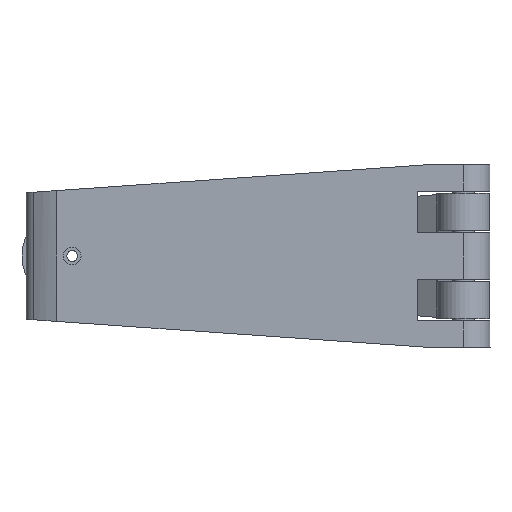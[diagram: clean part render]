
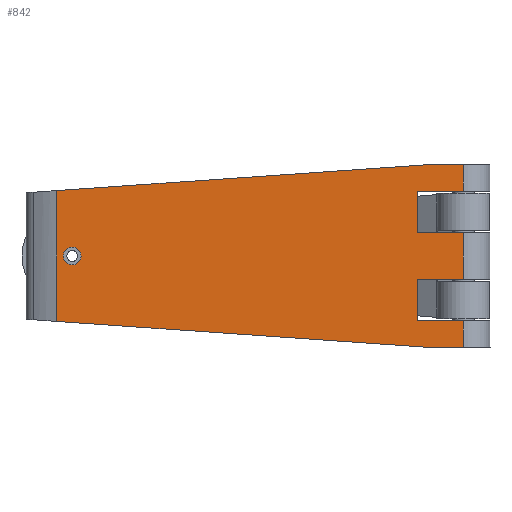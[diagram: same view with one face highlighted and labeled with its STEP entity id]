
A CAD part, front view. The second image highlights one B-rep face of the part: STEP entity #842.
In plain terms, the highlighted planar face has unit normal (0, -1, 0).
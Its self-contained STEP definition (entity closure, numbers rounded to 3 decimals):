
#38 = DIRECTION ( 'NONE',  ( 0., 0., -1. ) ) ;
#76 = DIRECTION ( 'NONE',  ( 0.998, 0., 0.07 ) ) ;
#218 = CARTESIAN_POINT ( 'NONE',  ( 0., -86.55, 29.355 ) ) ;
#270 = VECTOR ( 'NONE', #368, 1000. ) ;
#273 = LINE ( 'NONE', #2493, #4589 ) ;
#314 = CARTESIAN_POINT ( 'NONE',  ( -54., -86.55, 0. ) ) ;
#322 = VERTEX_POINT ( 'NONE', #4192 ) ;
#338 = VERTEX_POINT ( 'NONE', #2128 ) ;
#368 = DIRECTION ( 'NONE',  ( 0., 0., -1. ) ) ;
#404 = ORIENTED_EDGE ( 'NONE', *, *, #5396, .T. ) ;
#465 = CARTESIAN_POINT ( 'NONE',  ( 127., -86.55, 41.275 ) ) ;
#495 = CARTESIAN_POINT ( 'NONE',  ( 0., -86.55, 41.275 ) ) ;
#542 = ORIENTED_EDGE ( 'NONE', *, *, #2489, .F. ) ;
#562 = AXIS2_PLACEMENT_3D ( 'NONE', #4145, #5346, #1210 ) ;
#570 = ORIENTED_EDGE ( 'NONE', *, *, #2308, .F. ) ;
#598 = CARTESIAN_POINT ( 'NONE',  ( -50., -86.55, 0. ) ) ;
#641 = EDGE_CURVE ( 'NONE', #1468, #1102, #3180, .T. ) ;
#677 = VECTOR ( 'NONE', #3438, 1000. ) ;
#692 = ORIENTED_EDGE ( 'NONE', *, *, #1333, .F. ) ;
#795 = ORIENTED_EDGE ( 'NONE', *, *, #3440, .F. ) ;
#842 = ADVANCED_FACE ( 'NONE', ( #4491, #2925 ), #2911, .T. ) ;
#941 = CARTESIAN_POINT ( 'NONE',  ( 127., -86.55, 41.275 ) ) ;
#983 = CARTESIAN_POINT ( 'NONE',  ( -2.333, -86.55, -33.404 ) ) ;
#1038 = EDGE_LOOP ( 'NONE', ( #3671, #3883, #1400, #795, #404, #4914, #5044, #542, #692, #4363, #3967, #3779, #3739, #570 ) ) ;
#1052 = EDGE_CURVE ( 'NONE', #3365, #4111, #4798, .T. ) ;
#1064 = LINE ( 'NONE', #1171, #2302 ) ;
#1083 = DIRECTION ( 'NONE',  ( 0., 0., -1. ) ) ;
#1102 = VERTEX_POINT ( 'NONE', #5326 ) ;
#1118 = CARTESIAN_POINT ( 'NONE',  ( 106.13, -86.55, 10.555 ) ) ;
#1131 = VECTOR ( 'NONE', #2179, 1000. ) ;
#1133 = CARTESIAN_POINT ( 'NONE',  ( 127., -86.55, 41.275 ) ) ;
#1171 = CARTESIAN_POINT ( 'NONE',  ( 106.13, -86.55, 10.555 ) ) ;
#1183 = EDGE_CURVE ( 'NONE', #3315, #2475, #2202, .T. ) ;
#1195 = VECTOR ( 'NONE', #3311, 1000. ) ;
#1210 = DIRECTION ( 'NONE',  ( 1., 0., 0. ) ) ;
#1248 = VERTEX_POINT ( 'NONE', #1133 ) ;
#1331 = VECTOR ( 'NONE', #76, 1000. ) ;
#1333 = EDGE_CURVE ( 'NONE', #1446, #322, #4953, .T. ) ;
#1400 = ORIENTED_EDGE ( 'NONE', *, *, #641, .T. ) ;
#1437 = DIRECTION ( 'NONE',  ( 1., 0., 0. ) ) ;
#1446 = VERTEX_POINT ( 'NONE', #1535 ) ;
#1455 = DIRECTION ( 'NONE',  ( 0., -1., 0. ) ) ;
#1465 = LINE ( 'NONE', #1978, #4099 ) ;
#1468 = VERTEX_POINT ( 'NONE', #1989 ) ;
#1535 = CARTESIAN_POINT ( 'NONE',  ( 127., -86.55, -41.275 ) ) ;
#1605 = EDGE_CURVE ( 'NONE', #2475, #3315, #3240, .T. ) ;
#1670 = DIRECTION ( 'NONE',  ( 1., 0., 0. ) ) ;
#1692 = CARTESIAN_POINT ( 'NONE',  ( -57.005, -86.55, 29.586 ) ) ;
#1791 = LINE ( 'NONE', #3693, #270 ) ;
#1831 = EDGE_CURVE ( 'NONE', #5034, #2161, #1791, .T. ) ;
#1852 = LINE ( 'NONE', #465, #1195 ) ;
#1918 = DIRECTION ( 'NONE',  ( 1., 0., 0. ) ) ;
#1950 = AXIS2_PLACEMENT_3D ( 'NONE', #598, #2270, #5183 ) ;
#1978 = CARTESIAN_POINT ( 'NONE',  ( 0., -86.55, -29.355 ) ) ;
#1989 = CARTESIAN_POINT ( 'NONE',  ( 106.13, -86.55, 29.355 ) ) ;
#2114 = LINE ( 'NONE', #941, #1131 ) ;
#2128 = CARTESIAN_POINT ( 'NONE',  ( 127., -86.55, 10.555 ) ) ;
#2161 = VERTEX_POINT ( 'NONE', #4008 ) ;
#2179 = DIRECTION ( 'NONE',  ( 0., 0., -1. ) ) ;
#2202 = CIRCLE ( 'NONE', #562, 4. ) ;
#2240 = LINE ( 'NONE', #983, #677 ) ;
#2270 = DIRECTION ( 'NONE',  ( 0., -1., 0. ) ) ;
#2302 = VECTOR ( 'NONE', #2423, 1000. ) ;
#2308 = EDGE_CURVE ( 'NONE', #338, #2505, #273, .T. ) ;
#2379 = CARTESIAN_POINT ( 'NONE',  ( 110.37, -86.55, 41.275 ) ) ;
#2423 = DIRECTION ( 'NONE',  ( 0., 0., -1. ) ) ;
#2434 = LINE ( 'NONE', #4697, #1331 ) ;
#2475 = VERTEX_POINT ( 'NONE', #3412 ) ;
#2481 = EDGE_CURVE ( 'NONE', #4625, #1446, #2114, .T. ) ;
#2489 = EDGE_CURVE ( 'NONE', #322, #2161, #2240, .T. ) ;
#2493 = CARTESIAN_POINT ( 'NONE',  ( 127., -86.55, 41.275 ) ) ;
#2505 = VERTEX_POINT ( 'NONE', #4050 ) ;
#2570 = CARTESIAN_POINT ( 'NONE',  ( 0., -86.55, 41.275 ) ) ;
#2665 = LINE ( 'NONE', #495, #5354 ) ;
#2700 = VECTOR ( 'NONE', #1437, 1000. ) ;
#2785 = VECTOR ( 'NONE', #1918, 1000. ) ;
#2886 = EDGE_CURVE ( 'NONE', #4111, #4625, #1465, .T. ) ;
#2909 = CARTESIAN_POINT ( 'NONE',  ( 0., -86.55, -41.275 ) ) ;
#2911 = PLANE ( 'NONE',  #4568 ) ;
#2925 = FACE_BOUND ( 'NONE', #4542, .T. ) ;
#2938 = VERTEX_POINT ( 'NONE', #2379 ) ;
#3043 = VECTOR ( 'NONE', #1670, 1000. ) ;
#3055 = VECTOR ( 'NONE', #1083, 1000. ) ;
#3121 = ORIENTED_EDGE ( 'NONE', *, *, #1183, .F. ) ;
#3180 = LINE ( 'NONE', #218, #2785 ) ;
#3181 = EDGE_CURVE ( 'NONE', #5034, #2938, #2434, .T. ) ;
#3222 = VERTEX_POINT ( 'NONE', #1118 ) ;
#3226 = EDGE_CURVE ( 'NONE', #1468, #3222, #1064, .T. ) ;
#3240 = CIRCLE ( 'NONE', #1950, 4. ) ;
#3311 = DIRECTION ( 'NONE',  ( 0., 0., -1. ) ) ;
#3315 = VERTEX_POINT ( 'NONE', #314 ) ;
#3365 = VERTEX_POINT ( 'NONE', #3385 ) ;
#3385 = CARTESIAN_POINT ( 'NONE',  ( 106.13, -86.55, -10.555 ) ) ;
#3412 = CARTESIAN_POINT ( 'NONE',  ( -46., -86.55, 0. ) ) ;
#3438 = DIRECTION ( 'NONE',  ( -0.998, 0., 0.07 ) ) ;
#3440 = EDGE_CURVE ( 'NONE', #1248, #1102, #1852, .T. ) ;
#3448 = CARTESIAN_POINT ( 'NONE',  ( 0., -86.55, -10.555 ) ) ;
#3572 = CARTESIAN_POINT ( 'NONE',  ( 106.13, -86.55, -10.555 ) ) ;
#3671 = ORIENTED_EDGE ( 'NONE', *, *, #4982, .F. ) ;
#3693 = CARTESIAN_POINT ( 'NONE',  ( -57.005, -86.55, 41.275 ) ) ;
#3739 = ORIENTED_EDGE ( 'NONE', *, *, #4690, .T. ) ;
#3779 = ORIENTED_EDGE ( 'NONE', *, *, #1052, .F. ) ;
#3883 = ORIENTED_EDGE ( 'NONE', *, *, #3226, .F. ) ;
#3967 = ORIENTED_EDGE ( 'NONE', *, *, #2886, .F. ) ;
#4008 = CARTESIAN_POINT ( 'NONE',  ( -57.005, -86.55, -29.586 ) ) ;
#4050 = CARTESIAN_POINT ( 'NONE',  ( 127., -86.55, -10.555 ) ) ;
#4099 = VECTOR ( 'NONE', #4951, 1000. ) ;
#4111 = VERTEX_POINT ( 'NONE', #4520 ) ;
#4137 = CARTESIAN_POINT ( 'NONE',  ( 0., -86.55, 10.555 ) ) ;
#4145 = CARTESIAN_POINT ( 'NONE',  ( -50., -86.55, 0. ) ) ;
#4192 = CARTESIAN_POINT ( 'NONE',  ( 110.37, -86.55, -41.275 ) ) ;
#4363 = ORIENTED_EDGE ( 'NONE', *, *, #2481, .F. ) ;
#4387 = DIRECTION ( 'NONE',  ( 1., 0., 0. ) ) ;
#4419 = VECTOR ( 'NONE', #5423, 1000. ) ;
#4491 = FACE_OUTER_BOUND ( 'NONE', #1038, .T. ) ;
#4520 = CARTESIAN_POINT ( 'NONE',  ( 106.13, -86.55, -29.355 ) ) ;
#4542 = EDGE_LOOP ( 'NONE', ( #5361, #3121 ) ) ;
#4568 = AXIS2_PLACEMENT_3D ( 'NONE', #2570, #1455, #4387 ) ;
#4589 = VECTOR ( 'NONE', #38, 1000. ) ;
#4625 = VERTEX_POINT ( 'NONE', #4954 ) ;
#4690 = EDGE_CURVE ( 'NONE', #3365, #2505, #5335, .T. ) ;
#4697 = CARTESIAN_POINT ( 'NONE',  ( -2.333, -86.55, 33.404 ) ) ;
#4798 = LINE ( 'NONE', #3572, #3055 ) ;
#4914 = ORIENTED_EDGE ( 'NONE', *, *, #3181, .F. ) ;
#4951 = DIRECTION ( 'NONE',  ( 1., 0., 0. ) ) ;
#4953 = LINE ( 'NONE', #2909, #4419 ) ;
#4954 = CARTESIAN_POINT ( 'NONE',  ( 127., -86.55, -29.355 ) ) ;
#4982 = EDGE_CURVE ( 'NONE', #3222, #338, #5263, .T. ) ;
#5010 = DIRECTION ( 'NONE',  ( -1., 0., 0. ) ) ;
#5034 = VERTEX_POINT ( 'NONE', #1692 ) ;
#5044 = ORIENTED_EDGE ( 'NONE', *, *, #1831, .T. ) ;
#5183 = DIRECTION ( 'NONE',  ( 1., 0., 0. ) ) ;
#5263 = LINE ( 'NONE', #4137, #3043 ) ;
#5326 = CARTESIAN_POINT ( 'NONE',  ( 127., -86.55, 29.355 ) ) ;
#5335 = LINE ( 'NONE', #3448, #2700 ) ;
#5346 = DIRECTION ( 'NONE',  ( 0., -1., 0. ) ) ;
#5354 = VECTOR ( 'NONE', #5010, 1000. ) ;
#5361 = ORIENTED_EDGE ( 'NONE', *, *, #1605, .F. ) ;
#5396 = EDGE_CURVE ( 'NONE', #1248, #2938, #2665, .T. ) ;
#5423 = DIRECTION ( 'NONE',  ( -1., 0., 0. ) ) ;
